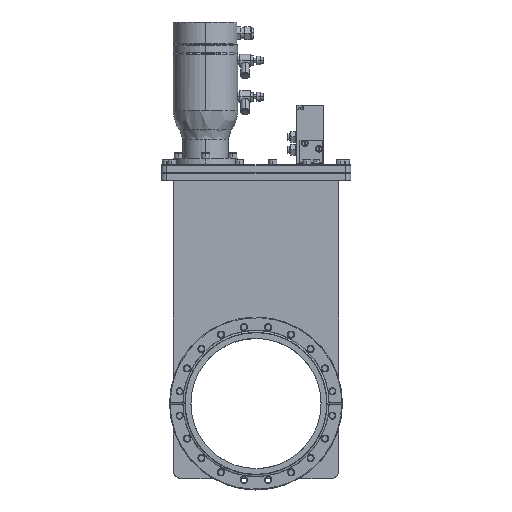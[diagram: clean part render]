
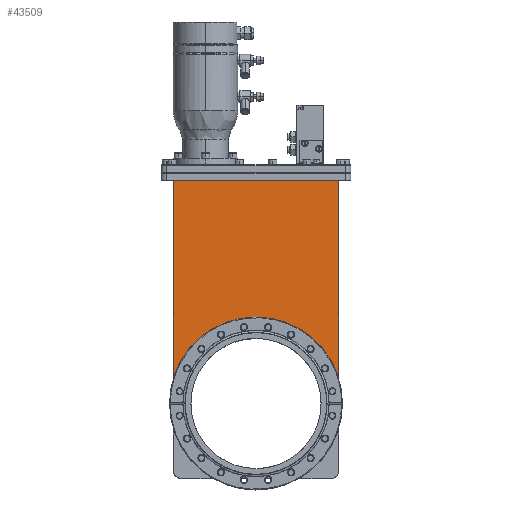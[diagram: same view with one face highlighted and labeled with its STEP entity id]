
A CAD part, top view. The second image highlights one B-rep face of the part: STEP entity #43509.
In plain terms, the highlighted planar face has unit normal (0, 0, 1).
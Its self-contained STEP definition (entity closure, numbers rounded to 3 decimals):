
#3531 = CARTESIAN_POINT ( 'NONE',  ( 3.805, 1.079, 0.703 ) ) ;
#3644 = EDGE_CURVE ( 'NONE', #49830, #32264, #35060, .T. ) ;
#4495 = CIRCLE ( 'NONE', #25774, 3.955 ) ;
#5020 = LINE ( 'NONE', #23466, #26191 ) ;
#5230 = PLANE ( 'NONE',  #39297 ) ;
#7848 = VERTEX_POINT ( 'NONE', #23988 ) ;
#11544 = LINE ( 'NONE', #27138, #24398 ) ;
#11998 = DIRECTION ( 'NONE',  ( 0., 1., 0. ) ) ;
#16772 = DIRECTION ( 'NONE',  ( 0., 0., 1. ) ) ;
#17347 = DIRECTION ( 'NONE',  ( 1., 0., 0. ) ) ;
#19658 = CARTESIAN_POINT ( 'NONE',  ( 3.805, 0., 0.702 ) ) ;
#21766 = EDGE_CURVE ( 'NONE', #32264, #31462, #5020, .T. ) ;
#23466 = CARTESIAN_POINT ( 'NONE',  ( 0., 10.273, 0.702 ) ) ;
#23988 = CARTESIAN_POINT ( 'NONE',  ( -3.805, 1.079, 0.703 ) ) ;
#24398 = VECTOR ( 'NONE', #42810, 39.37 ) ;
#25774 = AXIS2_PLACEMENT_3D ( 'NONE', #40950, #33233, #17347 ) ;
#26191 = VECTOR ( 'NONE', #47587, 39.37 ) ;
#27138 = CARTESIAN_POINT ( 'NONE',  ( -3.805, 10.638, 0.702 ) ) ;
#31462 = VERTEX_POINT ( 'NONE', #44530 ) ;
#31488 = EDGE_CURVE ( 'NONE', #7848, #49830, #4495, .T. ) ;
#32264 = VERTEX_POINT ( 'NONE', #37999 ) ;
#32423 = EDGE_LOOP ( 'NONE', ( #39439, #42778, #48931, #46158 ) ) ;
#33233 = DIRECTION ( 'NONE',  ( 0., 0., -1. ) ) ;
#35060 = LINE ( 'NONE', #19658, #42090 ) ;
#37999 = CARTESIAN_POINT ( 'NONE',  ( 3.805, 10.273, 0.702 ) ) ;
#39297 = AXIS2_PLACEMENT_3D ( 'NONE', #43711, #16772, #43205 ) ;
#39439 = ORIENTED_EDGE ( 'NONE', *, *, #31488, .T. ) ;
#39620 = FACE_OUTER_BOUND ( 'NONE', #32423, .T. ) ;
#40950 = CARTESIAN_POINT ( 'NONE',  ( 0., 0., 0.703 ) ) ;
#42090 = VECTOR ( 'NONE', #11998, 39.37 ) ;
#42778 = ORIENTED_EDGE ( 'NONE', *, *, #3644, .T. ) ;
#42810 = DIRECTION ( 'NONE',  ( 0., 1., 0. ) ) ;
#43205 = DIRECTION ( 'NONE',  ( 1., 0., 0. ) ) ;
#43509 = ADVANCED_FACE ( 'NONE', ( #39620 ), #5230, .T. ) ;
#43711 = CARTESIAN_POINT ( 'NONE',  ( 0., 0., 0.702 ) ) ;
#44530 = CARTESIAN_POINT ( 'NONE',  ( -3.805, 10.273, 0.702 ) ) ;
#45095 = EDGE_CURVE ( 'NONE', #7848, #31462, #11544, .T. ) ;
#46158 = ORIENTED_EDGE ( 'NONE', *, *, #45095, .F. ) ;
#47587 = DIRECTION ( 'NONE',  ( -1., 0., 0. ) ) ;
#48931 = ORIENTED_EDGE ( 'NONE', *, *, #21766, .T. ) ;
#49830 = VERTEX_POINT ( 'NONE', #3531 ) ;
